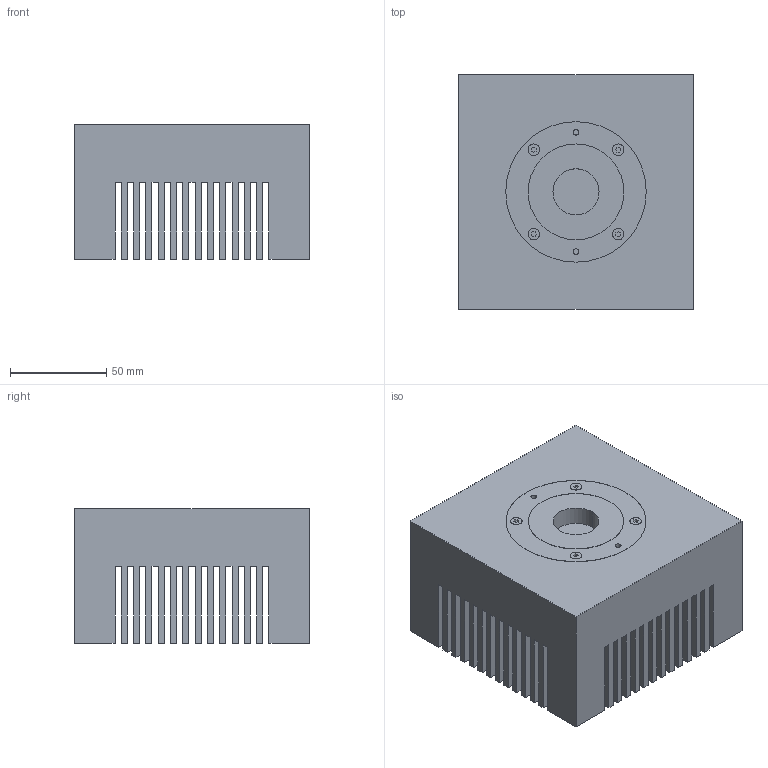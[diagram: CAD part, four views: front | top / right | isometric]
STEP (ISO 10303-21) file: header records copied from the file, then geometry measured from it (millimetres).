
FILE_DESCRIPTION (( 'STEP AP203' ), '1' );
FILE_NAME ('錨璃2.STEP', '2021-08-30T02:42:10', ( '' ), ( '' ), 'SwSTEP 2.0', 'SolidWorks 2020', '' );
FILE_SCHEMA (( 'CONFIG_CONTROL_DESIGN' ));
Length unit declared in the file: millimetre
Products named in the file (1): 錨璃2
Bounding box: 122 x 122 x 70 mm (x, y, z)
Volume: 699965.5 mm3; surface area: 225414.4 mm2
Topology: 1 solids, 1 shells, 985 faces, 2478 edges, 1652 vertices
Faces by surface type: plane 967, cylinder 18
Entity records: 28965 total; most frequent: CARTESIAN_POINT 5116, ORIENTED_EDGE 4956, DIRECTION 4486, EDGE_CURVE 2478, VECTOR 2442, LINE 2442, VERTEX_POINT 1652, EDGE_LOOP 1142
